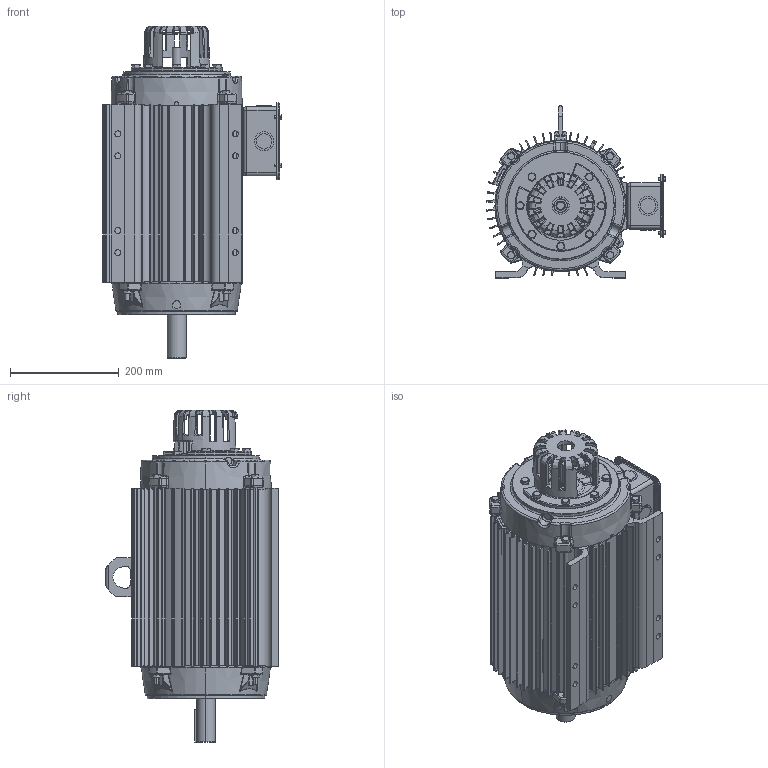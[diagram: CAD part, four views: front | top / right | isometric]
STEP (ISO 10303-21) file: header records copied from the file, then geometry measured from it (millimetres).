
FILE_DESCRIPTION (( 'STEP AP214' ), '1' );
FILE_NAME ('Y547-A772.STEP', '2022-01-13T15:51:29', ( '' ), ( '' ), 'SwSTEP 2.0', 'SolidWorks 2017', '' );
FILE_SCHEMA (( 'AUTOMOTIVE_DESIGN' ));
Length unit declared in the file: inch
Products named in the file (1): Y547-A772
Bounding box: 329.1 x 316.39 x 610.41 mm (x, y, z)
Volume: 4888650.5 mm3; surface area: 1804901.3 mm2
Topology: 34 solids, 34 shells, 4037 faces, 10600 edges, 6458 vertices
Faces by surface type: bspline 1298, cylinder 1127, plane 1107, cone 505
Entity records: 175311 total; most frequent: CARTESIAN_POINT 85767, ORIENTED_EDGE 20764, DIRECTION 16339, EDGE_CURVE 10382, VERTEX_POINT 6458, AXIS2_PLACEMENT_3D 6431, EDGE_LOOP 4234, FACE_OUTER_BOUND 4037
